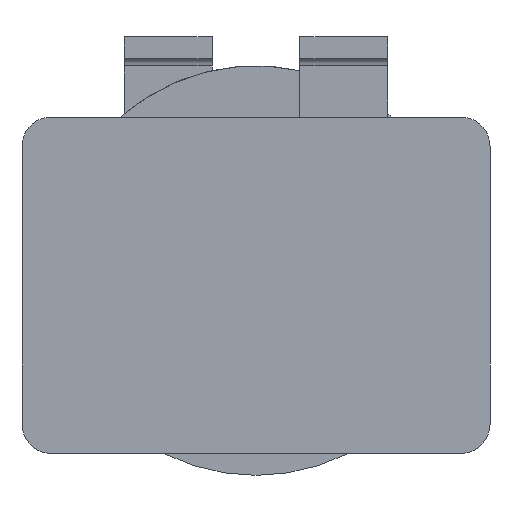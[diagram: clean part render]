
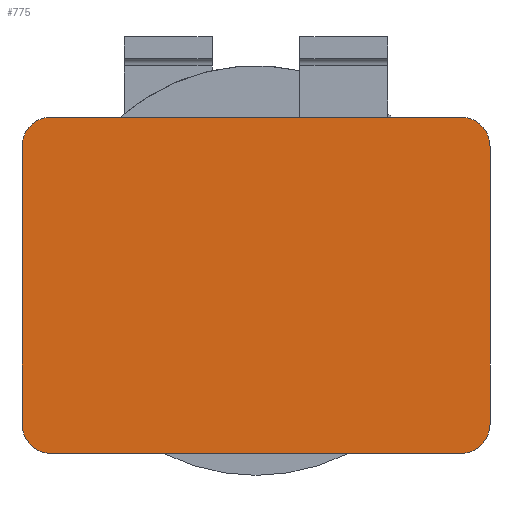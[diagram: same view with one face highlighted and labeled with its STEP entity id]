
A CAD part, front view. The second image highlights one B-rep face of the part: STEP entity #775.
In plain terms, the highlighted planar face has unit normal (0, -1, 0).
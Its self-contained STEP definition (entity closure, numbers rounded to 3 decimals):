
#30 = CARTESIAN_POINT ( 'NONE',  ( -14., 0., 11.5 ) ) ;
#40 = VERTEX_POINT ( 'NONE', #30 ) ;
#65 = VERTEX_POINT ( 'NONE', #778 ) ;
#78 = DIRECTION ( 'NONE',  ( 0., 0., 1. ) ) ;
#138 = LINE ( 'NONE', #1171, #279 ) ;
#144 = VERTEX_POINT ( 'NONE', #987 ) ;
#146 = VECTOR ( 'NONE', #1124, 1000. ) ;
#148 = CIRCLE ( 'NONE', #455, 2. ) ;
#168 = DIRECTION ( 'NONE',  ( 0., 0., 1. ) ) ;
#182 = CARTESIAN_POINT ( 'NONE',  ( 16., 0., -9.5 ) ) ;
#194 = ORIENTED_EDGE ( 'NONE', *, *, #901, .F. ) ;
#198 = DIRECTION ( 'NONE',  ( 0., -1., 0. ) ) ;
#205 = CIRCLE ( 'NONE', #532, 2. ) ;
#215 = CARTESIAN_POINT ( 'NONE',  ( 16., 0., -11.5 ) ) ;
#252 = CARTESIAN_POINT ( 'NONE',  ( 14., 0., 11.5 ) ) ;
#253 = VERTEX_POINT ( 'NONE', #182 ) ;
#258 = VERTEX_POINT ( 'NONE', #283 ) ;
#270 = CARTESIAN_POINT ( 'NONE',  ( 14., 0., 9.5 ) ) ;
#279 = VECTOR ( 'NONE', #1268, 1000. ) ;
#283 = CARTESIAN_POINT ( 'NONE',  ( -14., 0., -11.5 ) ) ;
#294 = DIRECTION ( 'NONE',  ( 0., -1., 0. ) ) ;
#306 = EDGE_CURVE ( 'NONE', #428, #65, #1337, .T. ) ;
#322 = EDGE_CURVE ( 'NONE', #144, #258, #1055, .T. ) ;
#356 = ORIENTED_EDGE ( 'NONE', *, *, #322, .F. ) ;
#362 = DIRECTION ( 'NONE',  ( 0., 1., 0. ) ) ;
#384 = DIRECTION ( 'NONE',  ( 0., 0., 1. ) ) ;
#391 = CARTESIAN_POINT ( 'NONE',  ( 16., 0., 11.5 ) ) ;
#395 = VERTEX_POINT ( 'NONE', #1174 ) ;
#427 = CARTESIAN_POINT ( 'NONE',  ( -16., 0., -9.5 ) ) ;
#428 = VERTEX_POINT ( 'NONE', #427 ) ;
#455 = AXIS2_PLACEMENT_3D ( 'NONE', #1299, #592, #705 ) ;
#483 = VECTOR ( 'NONE', #78, 1000. ) ;
#489 = ORIENTED_EDGE ( 'NONE', *, *, #1284, .T. ) ;
#506 = EDGE_CURVE ( 'NONE', #395, #933, #205, .T. ) ;
#532 = AXIS2_PLACEMENT_3D ( 'NONE', #270, #887, #384 ) ;
#576 = AXIS2_PLACEMENT_3D ( 'NONE', #1224, #294, #711 ) ;
#577 = PLANE ( 'NONE',  #1245 ) ;
#586 = AXIS2_PLACEMENT_3D ( 'NONE', #724, #198, #921 ) ;
#592 = DIRECTION ( 'NONE',  ( 0., -1., 0. ) ) ;
#618 = VECTOR ( 'NONE', #772, 1000. ) ;
#705 = DIRECTION ( 'NONE',  ( 0., 0., 1. ) ) ;
#711 = DIRECTION ( 'NONE',  ( 0., 0., 1. ) ) ;
#724 = CARTESIAN_POINT ( 'NONE',  ( 14., 0., -9.5 ) ) ;
#747 = EDGE_CURVE ( 'NONE', #395, #253, #1134, .T. ) ;
#754 = CIRCLE ( 'NONE', #586, 2. ) ;
#772 = DIRECTION ( 'NONE',  ( -1., 0., 0. ) ) ;
#775 = ADVANCED_FACE ( 'NONE', ( #893 ), #577, .F. ) ;
#778 = CARTESIAN_POINT ( 'NONE',  ( -16., 0., 9.5 ) ) ;
#795 = EDGE_CURVE ( 'NONE', #428, #258, #148, .T. ) ;
#838 = ORIENTED_EDGE ( 'NONE', *, *, #747, .F. ) ;
#842 = EDGE_CURVE ( 'NONE', #144, #253, #754, .T. ) ;
#887 = DIRECTION ( 'NONE',  ( 0., -1., 0. ) ) ;
#893 = FACE_OUTER_BOUND ( 'NONE', #1029, .T. ) ;
#901 = EDGE_CURVE ( 'NONE', #40, #933, #138, .T. ) ;
#921 = DIRECTION ( 'NONE',  ( 0., 0., 1. ) ) ;
#933 = VERTEX_POINT ( 'NONE', #252 ) ;
#987 = CARTESIAN_POINT ( 'NONE',  ( 14., 0., -11.5 ) ) ;
#1012 = CARTESIAN_POINT ( 'NONE',  ( -16., 0., 11.5 ) ) ;
#1029 = EDGE_LOOP ( 'NONE', ( #1141, #1235, #356, #1244, #838, #1218, #194, #489 ) ) ;
#1055 = LINE ( 'NONE', #215, #618 ) ;
#1124 = DIRECTION ( 'NONE',  ( 0., 0., -1. ) ) ;
#1134 = LINE ( 'NONE', #391, #146 ) ;
#1141 = ORIENTED_EDGE ( 'NONE', *, *, #306, .F. ) ;
#1171 = CARTESIAN_POINT ( 'NONE',  ( 16., 0., 11.5 ) ) ;
#1174 = CARTESIAN_POINT ( 'NONE',  ( 16., 0., 9.5 ) ) ;
#1218 = ORIENTED_EDGE ( 'NONE', *, *, #506, .T. ) ;
#1224 = CARTESIAN_POINT ( 'NONE',  ( -14., 0., 9.5 ) ) ;
#1235 = ORIENTED_EDGE ( 'NONE', *, *, #795, .T. ) ;
#1244 = ORIENTED_EDGE ( 'NONE', *, *, #842, .T. ) ;
#1245 = AXIS2_PLACEMENT_3D ( 'NONE', #1327, #362, #168 ) ;
#1268 = DIRECTION ( 'NONE',  ( 1., 0., 0. ) ) ;
#1284 = EDGE_CURVE ( 'NONE', #40, #65, #1291, .T. ) ;
#1291 = CIRCLE ( 'NONE', #576, 2. ) ;
#1299 = CARTESIAN_POINT ( 'NONE',  ( -14., 0., -9.5 ) ) ;
#1327 = CARTESIAN_POINT ( 'NONE',  ( 0., 0., 0. ) ) ;
#1337 = LINE ( 'NONE', #1012, #483 ) ;
